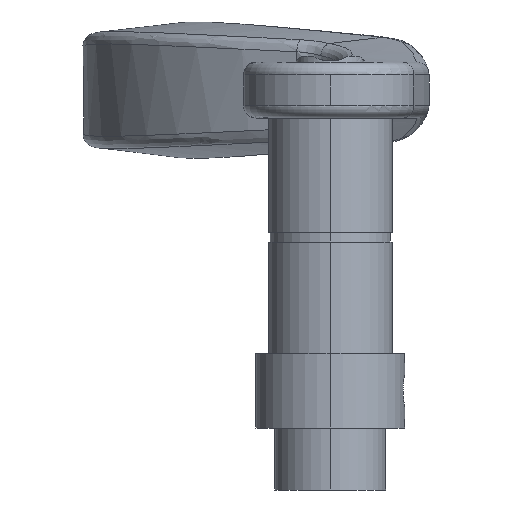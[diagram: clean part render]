
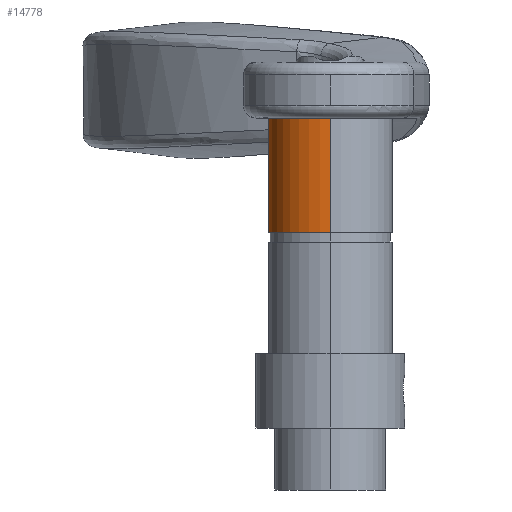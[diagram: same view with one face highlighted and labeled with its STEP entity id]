
A CAD part, left-side view. The second image highlights one B-rep face of the part: STEP entity #14778.
In plain terms, the highlighted cylindrical face has radius 10 mm (diameter 20 mm), a partial arc.
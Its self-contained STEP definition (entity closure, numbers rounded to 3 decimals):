
#193 = DIRECTION ( 'NONE',  ( 0., 0., -1. ) ) ;
#264 = CARTESIAN_POINT ( 'NONE',  ( -10., 0., -18.4 ) ) ;
#360 = CARTESIAN_POINT ( 'NONE',  ( 10., 0., 0. ) ) ;
#514 = CIRCLE ( 'NONE', #10852, 10. ) ;
#728 = CARTESIAN_POINT ( 'NONE',  ( -10., 0., 28.284 ) ) ;
#794 = VERTEX_POINT ( 'NONE', #360 ) ;
#955 = CARTESIAN_POINT ( 'NONE',  ( 10., 0., -18.4 ) ) ;
#1096 = EDGE_CURVE ( 'NONE', #2518, #4817, #514, .T. ) ;
#1550 = CIRCLE ( 'NONE', #2864, 10. ) ;
#1714 = DIRECTION ( 'NONE',  ( 0., 0., -1. ) ) ;
#1869 = DIRECTION ( 'NONE',  ( 0., 0., -1. ) ) ;
#2188 = DIRECTION ( 'NONE',  ( 0., 0., 1. ) ) ;
#2518 = VERTEX_POINT ( 'NONE', #955 ) ;
#2864 = AXIS2_PLACEMENT_3D ( 'NONE', #7006, #193, #8139 ) ;
#3023 = DIRECTION ( 'NONE',  ( 0., 0., -1. ) ) ;
#3967 = DIRECTION ( 'NONE',  ( -1., 0., 0. ) ) ;
#4369 = EDGE_CURVE ( 'NONE', #794, #2518, #13320, .T. ) ;
#4570 = VECTOR ( 'NONE', #3023, 1000. ) ;
#4817 = VERTEX_POINT ( 'NONE', #264 ) ;
#4992 = CYLINDRICAL_SURFACE ( 'NONE', #5357, 10. ) ;
#5357 = AXIS2_PLACEMENT_3D ( 'NONE', #10806, #1714, #3967 ) ;
#5717 = ORIENTED_EDGE ( 'NONE', *, *, #12980, .F. ) ;
#7006 = CARTESIAN_POINT ( 'NONE',  ( 0., 0., 0. ) ) ;
#7196 = CARTESIAN_POINT ( 'NONE',  ( -10., 0., 0. ) ) ;
#8139 = DIRECTION ( 'NONE',  ( 1., 0., 0. ) ) ;
#8260 = EDGE_CURVE ( 'NONE', #11949, #794, #1550, .T. ) ;
#8377 = EDGE_LOOP ( 'NONE', ( #10523, #9441, #9993, #5717 ) ) ;
#8986 = CARTESIAN_POINT ( 'NONE',  ( 0., 0., -18.4 ) ) ;
#9441 = ORIENTED_EDGE ( 'NONE', *, *, #4369, .T. ) ;
#9853 = CARTESIAN_POINT ( 'NONE',  ( 10., 0., 28.284 ) ) ;
#9993 = ORIENTED_EDGE ( 'NONE', *, *, #1096, .T. ) ;
#10131 = DIRECTION ( 'NONE',  ( -1., 0., 0. ) ) ;
#10523 = ORIENTED_EDGE ( 'NONE', *, *, #8260, .T. ) ;
#10806 = CARTESIAN_POINT ( 'NONE',  ( 0., 0., 28.284 ) ) ;
#10852 = AXIS2_PLACEMENT_3D ( 'NONE', #8986, #2188, #10131 ) ;
#11051 = FACE_OUTER_BOUND ( 'NONE', #8377, .T. ) ;
#11949 = VERTEX_POINT ( 'NONE', #7196 ) ;
#11974 = LINE ( 'NONE', #728, #14642 ) ;
#12980 = EDGE_CURVE ( 'NONE', #11949, #4817, #11974, .T. ) ;
#13320 = LINE ( 'NONE', #9853, #4570 ) ;
#14642 = VECTOR ( 'NONE', #1869, 1000. ) ;
#14778 = ADVANCED_FACE ( 'NONE', ( #11051 ), #4992, .T. ) ;
